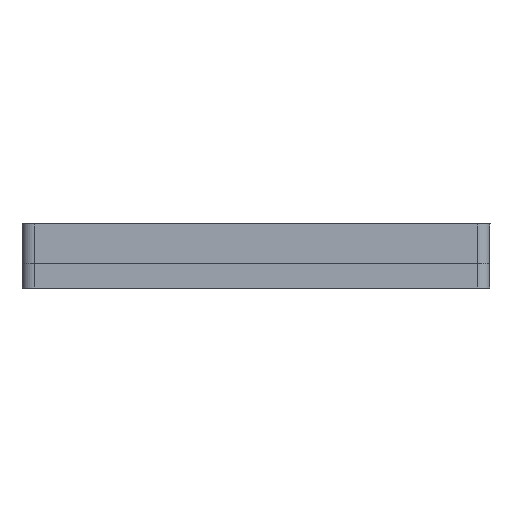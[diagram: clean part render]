
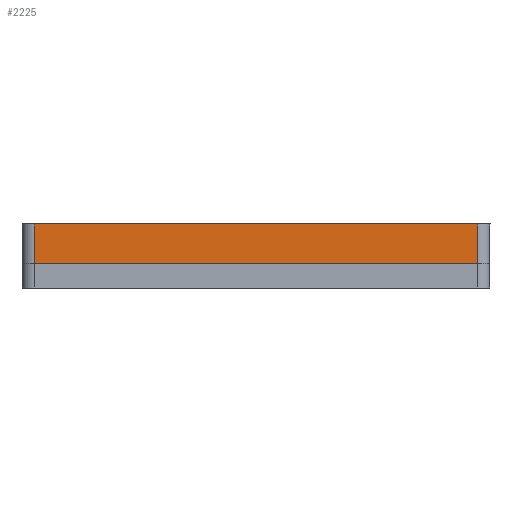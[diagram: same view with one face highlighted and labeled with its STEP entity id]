
A CAD part, front view. The second image highlights one B-rep face of the part: STEP entity #2225.
In plain terms, the highlighted planar face has unit normal (0, -1, 0).
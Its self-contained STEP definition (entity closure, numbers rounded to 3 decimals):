
#473 = EDGE_CURVE('',#474,#476,#478,.T.);
#474 = VERTEX_POINT('',#475);
#475 = CARTESIAN_POINT('',(90.,0.,-7.997));
#476 = VERTEX_POINT('',#477);
#477 = CARTESIAN_POINT('',(90.,0.,7.997));
#478 = LINE('',#479,#480);
#479 = CARTESIAN_POINT('',(90.,0.,-7.997));
#480 = VECTOR('',#481,1.);
#481 = DIRECTION('',(0.,0.,1.));
#598 = VERTEX_POINT('',#599);
#599 = CARTESIAN_POINT('',(-90.,0.,7.997));
#606 = EDGE_CURVE('',#476,#598,#607,.T.);
#607 = LINE('',#608,#609);
#608 = CARTESIAN_POINT('',(90.,0.,7.997));
#609 = VECTOR('',#610,1.);
#610 = DIRECTION('',(-1.,0.,0.));
#2225 = ADVANCED_FACE('',(#2226),#2244,.T.);
#2226 = FACE_BOUND('',#2227,.T.);
#2227 = EDGE_LOOP('',(#2228,#2229,#2230,#2238));
#2228 = ORIENTED_EDGE('',*,*,#473,.T.);
#2229 = ORIENTED_EDGE('',*,*,#606,.T.);
#2230 = ORIENTED_EDGE('',*,*,#2231,.F.);
#2231 = EDGE_CURVE('',#2232,#598,#2234,.T.);
#2232 = VERTEX_POINT('',#2233);
#2233 = CARTESIAN_POINT('',(-90.,0.,-7.997));
#2234 = LINE('',#2235,#2236);
#2235 = CARTESIAN_POINT('',(-90.,0.,-7.997));
#2236 = VECTOR('',#2237,1.);
#2237 = DIRECTION('',(0.,0.,1.));
#2238 = ORIENTED_EDGE('',*,*,#2239,.F.);
#2239 = EDGE_CURVE('',#474,#2232,#2240,.T.);
#2240 = LINE('',#2241,#2242);
#2241 = CARTESIAN_POINT('',(90.,0.,-7.997));
#2242 = VECTOR('',#2243,1.);
#2243 = DIRECTION('',(-1.,0.,0.));
#2244 = PLANE('',#2245);
#2245 = AXIS2_PLACEMENT_3D('',#2246,#2247,#2248);
#2246 = CARTESIAN_POINT('',(90.,0.,-7.997));
#2247 = DIRECTION('',(0.,-1.,0.));
#2248 = DIRECTION('',(-1.,0.,0.));
